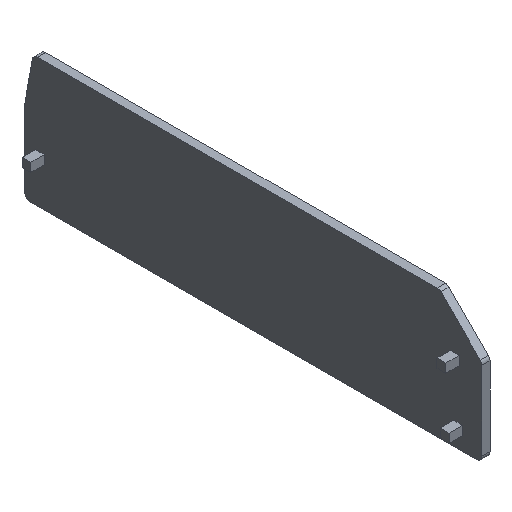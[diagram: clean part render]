
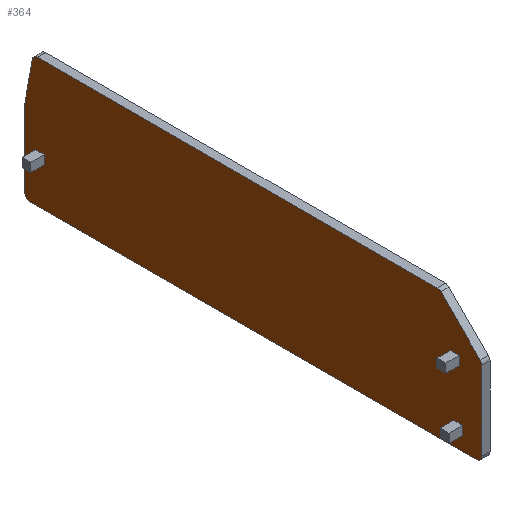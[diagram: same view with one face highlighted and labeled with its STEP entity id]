
A CAD part, isometric view. The second image highlights one B-rep face of the part: STEP entity #364.
In plain terms, the highlighted planar face has unit normal (-1, 0, 0).
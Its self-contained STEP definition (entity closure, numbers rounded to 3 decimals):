
#166=AXIS2_PLACEMENT_3D('Circle Axis2P3D',#164,#165,$) ;
#186=AXIS2_PLACEMENT_3D('Plane Axis2P3D',#183,#184,#185) ;
#190=AXIS2_PLACEMENT_3D('Circle Axis2P3D',#188,#189,$) ;
#206=AXIS2_PLACEMENT_3D('Circle Axis2P3D',#204,#205,$) ;
#220=AXIS2_PLACEMENT_3D('Circle Axis2P3D',#218,#219,$) ;
#234=AXIS2_PLACEMENT_3D('Circle Axis2P3D',#232,#233,$) ;
#41=CARTESIAN_POINT('Vertex',(2.465,83.75,15.19)) ;
#46=CARTESIAN_POINT('Line Origine',(2.465,83.077,19.007)) ;
#50=CARTESIAN_POINT('Vertex',(2.465,82.404,22.824)) ;
#164=CARTESIAN_POINT('Axis2P3D Location',(2.465,81.419,22.65)) ;
#168=CARTESIAN_POINT('Vertex',(2.465,81.419,23.65)) ;
#183=CARTESIAN_POINT('Axis2P3D Location',(2.465,35.95,-5.15)) ;
#188=CARTESIAN_POINT('Axis2P3D Location',(2.465,82.75,1.)) ;
#192=CARTESIAN_POINT('Vertex',(2.465,82.75,0.)) ;
#194=CARTESIAN_POINT('Vertex',(2.465,83.75,1.)) ;
#197=CARTESIAN_POINT('Line Origine',(2.465,41.875,0.)) ;
#201=CARTESIAN_POINT('Vertex',(2.465,1.,0.)) ;
#204=CARTESIAN_POINT('Axis2P3D Location',(2.465,1.,1.)) ;
#208=CARTESIAN_POINT('Vertex',(2.465,0.,1.)) ;
#211=CARTESIAN_POINT('Line Origine',(2.465,0.,8.218)) ;
#215=CARTESIAN_POINT('Vertex',(2.465,0.,15.436)) ;
#218=CARTESIAN_POINT('Axis2P3D Location',(2.465,1.,15.436)) ;
#222=CARTESIAN_POINT('Vertex',(2.465,0.293,16.143)) ;
#225=CARTESIAN_POINT('Line Origine',(2.465,3.9,19.75)) ;
#229=CARTESIAN_POINT('Vertex',(2.465,7.507,23.357)) ;
#232=CARTESIAN_POINT('Axis2P3D Location',(2.465,8.214,22.65)) ;
#236=CARTESIAN_POINT('Vertex',(2.465,8.214,23.65)) ;
#239=CARTESIAN_POINT('Line Origine',(2.465,44.817,23.65)) ;
#244=CARTESIAN_POINT('Line Origine',(2.465,83.75,8.095)) ;
#262=CARTESIAN_POINT('Line Origine',(2.465,4.35,2.538)) ;
#266=CARTESIAN_POINT('Vertex',(2.465,5.163,2.538)) ;
#268=CARTESIAN_POINT('Vertex',(2.465,3.538,2.538)) ;
#271=CARTESIAN_POINT('Line Origine',(2.465,5.163,3.35)) ;
#275=CARTESIAN_POINT('Vertex',(2.465,5.163,4.163)) ;
#278=CARTESIAN_POINT('Line Origine',(2.465,4.35,4.163)) ;
#282=CARTESIAN_POINT('Vertex',(2.465,3.538,4.163)) ;
#285=CARTESIAN_POINT('Line Origine',(2.465,3.538,3.35)) ;
#296=CARTESIAN_POINT('Line Origine',(2.465,4.95,13.338)) ;
#300=CARTESIAN_POINT('Vertex',(2.465,5.763,13.338)) ;
#302=CARTESIAN_POINT('Vertex',(2.465,4.138,13.338)) ;
#305=CARTESIAN_POINT('Line Origine',(2.465,5.763,14.15)) ;
#309=CARTESIAN_POINT('Vertex',(2.465,5.763,14.963)) ;
#312=CARTESIAN_POINT('Line Origine',(2.465,4.95,14.963)) ;
#316=CARTESIAN_POINT('Vertex',(2.465,4.138,14.963)) ;
#319=CARTESIAN_POINT('Line Origine',(2.465,4.138,14.15)) ;
#330=CARTESIAN_POINT('Line Origine',(2.465,81.813,8.)) ;
#334=CARTESIAN_POINT('Vertex',(2.465,81.813,8.813)) ;
#336=CARTESIAN_POINT('Vertex',(2.465,81.813,7.188)) ;
#339=CARTESIAN_POINT('Line Origine',(2.465,81.,8.813)) ;
#343=CARTESIAN_POINT('Vertex',(2.465,80.188,8.813)) ;
#346=CARTESIAN_POINT('Line Origine',(2.465,80.188,8.)) ;
#350=CARTESIAN_POINT('Vertex',(2.465,80.188,7.188)) ;
#353=CARTESIAN_POINT('Line Origine',(2.465,81.,7.188)) ;
#47=DIRECTION('Vector Direction',(0.,0.174,-0.985)) ;
#165=DIRECTION('Axis2P3D Direction',(1.,0.,0.)) ;
#184=DIRECTION('Axis2P3D Direction',(1.,0.,0.)) ;
#185=DIRECTION('Axis2P3D XDirection',(0.,1.,0.)) ;
#189=DIRECTION('Axis2P3D Direction',(1.,0.,0.)) ;
#198=DIRECTION('Vector Direction',(0.,1.,0.)) ;
#205=DIRECTION('Axis2P3D Direction',(1.,0.,0.)) ;
#212=DIRECTION('Vector Direction',(0.,0.,-1.)) ;
#219=DIRECTION('Axis2P3D Direction',(1.,0.,0.)) ;
#226=DIRECTION('Vector Direction',(0.,-0.707,-0.707)) ;
#233=DIRECTION('Axis2P3D Direction',(1.,0.,0.)) ;
#240=DIRECTION('Vector Direction',(0.,-1.,0.)) ;
#245=DIRECTION('Vector Direction',(0.,0.,-1.)) ;
#263=DIRECTION('Vector Direction',(0.,1.,0.)) ;
#272=DIRECTION('Vector Direction',(0.,0.,-1.)) ;
#279=DIRECTION('Vector Direction',(0.,-1.,0.)) ;
#286=DIRECTION('Vector Direction',(0.,0.,1.)) ;
#297=DIRECTION('Vector Direction',(0.,1.,0.)) ;
#306=DIRECTION('Vector Direction',(0.,0.,-1.)) ;
#313=DIRECTION('Vector Direction',(0.,-1.,0.)) ;
#320=DIRECTION('Vector Direction',(0.,0.,1.)) ;
#331=DIRECTION('Vector Direction',(0.,0.,-1.)) ;
#340=DIRECTION('Vector Direction',(0.,-1.,0.)) ;
#347=DIRECTION('Vector Direction',(0.,0.,1.)) ;
#354=DIRECTION('Vector Direction',(0.,1.,0.)) ;
#48=VECTOR('Line Direction',#47,1.) ;
#199=VECTOR('Line Direction',#198,1.) ;
#213=VECTOR('Line Direction',#212,1.) ;
#227=VECTOR('Line Direction',#226,1.) ;
#241=VECTOR('Line Direction',#240,1.) ;
#246=VECTOR('Line Direction',#245,1.) ;
#264=VECTOR('Line Direction',#263,1.) ;
#273=VECTOR('Line Direction',#272,1.) ;
#280=VECTOR('Line Direction',#279,1.) ;
#287=VECTOR('Line Direction',#286,1.) ;
#298=VECTOR('Line Direction',#297,1.) ;
#307=VECTOR('Line Direction',#306,1.) ;
#314=VECTOR('Line Direction',#313,1.) ;
#321=VECTOR('Line Direction',#320,1.) ;
#332=VECTOR('Line Direction',#331,1.) ;
#341=VECTOR('Line Direction',#340,1.) ;
#348=VECTOR('Line Direction',#347,1.) ;
#355=VECTOR('Line Direction',#354,1.) ;
#250=ORIENTED_EDGE('',*,*,#196,.F.) ;
#251=ORIENTED_EDGE('',*,*,#203,.F.) ;
#252=ORIENTED_EDGE('',*,*,#210,.F.) ;
#253=ORIENTED_EDGE('',*,*,#217,.F.) ;
#254=ORIENTED_EDGE('',*,*,#224,.F.) ;
#255=ORIENTED_EDGE('',*,*,#231,.F.) ;
#256=ORIENTED_EDGE('',*,*,#238,.F.) ;
#257=ORIENTED_EDGE('',*,*,#243,.F.) ;
#258=ORIENTED_EDGE('',*,*,#170,.F.) ;
#259=ORIENTED_EDGE('',*,*,#52,.F.) ;
#260=ORIENTED_EDGE('',*,*,#248,.F.) ;
#291=ORIENTED_EDGE('',*,*,#270,.F.) ;
#292=ORIENTED_EDGE('',*,*,#277,.F.) ;
#293=ORIENTED_EDGE('',*,*,#284,.F.) ;
#294=ORIENTED_EDGE('',*,*,#289,.F.) ;
#325=ORIENTED_EDGE('',*,*,#304,.F.) ;
#326=ORIENTED_EDGE('',*,*,#311,.F.) ;
#327=ORIENTED_EDGE('',*,*,#318,.F.) ;
#328=ORIENTED_EDGE('',*,*,#323,.F.) ;
#359=ORIENTED_EDGE('',*,*,#338,.F.) ;
#360=ORIENTED_EDGE('',*,*,#345,.F.) ;
#361=ORIENTED_EDGE('',*,*,#352,.F.) ;
#362=ORIENTED_EDGE('',*,*,#357,.F.) ;
#295=FACE_BOUND('',#290,.T.) ;
#329=FACE_BOUND('',#324,.T.) ;
#363=FACE_BOUND('',#358,.T.) ;
#364=ADVANCED_FACE('Hauptk\X2\00F6\X0\rper',(#261,#295,#329,#363),#187,.F.) ;
#167=CIRCLE('generated circle',#166,1.) ;
#191=CIRCLE('generated circle',#190,1.) ;
#207=CIRCLE('generated circle',#206,1.) ;
#221=CIRCLE('generated circle',#220,1.) ;
#235=CIRCLE('generated circle',#234,1.) ;
#52=EDGE_CURVE('',#42,#51,#49,.F.) ;
#170=EDGE_CURVE('',#51,#169,#167,.T.) ;
#196=EDGE_CURVE('',#193,#195,#191,.T.) ;
#203=EDGE_CURVE('',#202,#193,#200,.T.) ;
#210=EDGE_CURVE('',#209,#202,#207,.T.) ;
#217=EDGE_CURVE('',#216,#209,#214,.T.) ;
#224=EDGE_CURVE('',#223,#216,#221,.T.) ;
#231=EDGE_CURVE('',#230,#223,#228,.T.) ;
#238=EDGE_CURVE('',#237,#230,#235,.T.) ;
#243=EDGE_CURVE('',#169,#237,#242,.T.) ;
#248=EDGE_CURVE('',#195,#42,#247,.F.) ;
#270=EDGE_CURVE('',#267,#269,#265,.F.) ;
#277=EDGE_CURVE('',#276,#267,#274,.T.) ;
#284=EDGE_CURVE('',#283,#276,#281,.F.) ;
#289=EDGE_CURVE('',#269,#283,#288,.T.) ;
#304=EDGE_CURVE('',#301,#303,#299,.F.) ;
#311=EDGE_CURVE('',#310,#301,#308,.T.) ;
#318=EDGE_CURVE('',#317,#310,#315,.F.) ;
#323=EDGE_CURVE('',#303,#317,#322,.T.) ;
#338=EDGE_CURVE('',#335,#337,#333,.T.) ;
#345=EDGE_CURVE('',#344,#335,#342,.F.) ;
#352=EDGE_CURVE('',#351,#344,#349,.T.) ;
#357=EDGE_CURVE('',#337,#351,#356,.F.) ;
#249=EDGE_LOOP('',(#250,#251,#252,#253,#254,#255,#256,#257,#258,#259,#260)) ;
#290=EDGE_LOOP('',(#291,#292,#293,#294)) ;
#324=EDGE_LOOP('',(#325,#326,#327,#328)) ;
#358=EDGE_LOOP('',(#359,#360,#361,#362)) ;
#261=FACE_OUTER_BOUND('',#249,.T.) ;
#49=LINE('Line',#46,#48) ;
#200=LINE('Line',#197,#199) ;
#214=LINE('Line',#211,#213) ;
#228=LINE('Line',#225,#227) ;
#242=LINE('Line',#239,#241) ;
#247=LINE('Line',#244,#246) ;
#265=LINE('Line',#262,#264) ;
#274=LINE('Line',#271,#273) ;
#281=LINE('Line',#278,#280) ;
#288=LINE('Line',#285,#287) ;
#299=LINE('Line',#296,#298) ;
#308=LINE('Line',#305,#307) ;
#315=LINE('Line',#312,#314) ;
#322=LINE('Line',#319,#321) ;
#333=LINE('Line',#330,#332) ;
#342=LINE('Line',#339,#341) ;
#349=LINE('Line',#346,#348) ;
#356=LINE('Line',#353,#355) ;
#187=PLANE('',#186) ;
#42=VERTEX_POINT('',#41) ;
#51=VERTEX_POINT('',#50) ;
#169=VERTEX_POINT('',#168) ;
#193=VERTEX_POINT('',#192) ;
#195=VERTEX_POINT('',#194) ;
#202=VERTEX_POINT('',#201) ;
#209=VERTEX_POINT('',#208) ;
#216=VERTEX_POINT('',#215) ;
#223=VERTEX_POINT('',#222) ;
#230=VERTEX_POINT('',#229) ;
#237=VERTEX_POINT('',#236) ;
#267=VERTEX_POINT('',#266) ;
#269=VERTEX_POINT('',#268) ;
#276=VERTEX_POINT('',#275) ;
#283=VERTEX_POINT('',#282) ;
#301=VERTEX_POINT('',#300) ;
#303=VERTEX_POINT('',#302) ;
#310=VERTEX_POINT('',#309) ;
#317=VERTEX_POINT('',#316) ;
#335=VERTEX_POINT('',#334) ;
#337=VERTEX_POINT('',#336) ;
#344=VERTEX_POINT('',#343) ;
#351=VERTEX_POINT('',#350) ;
